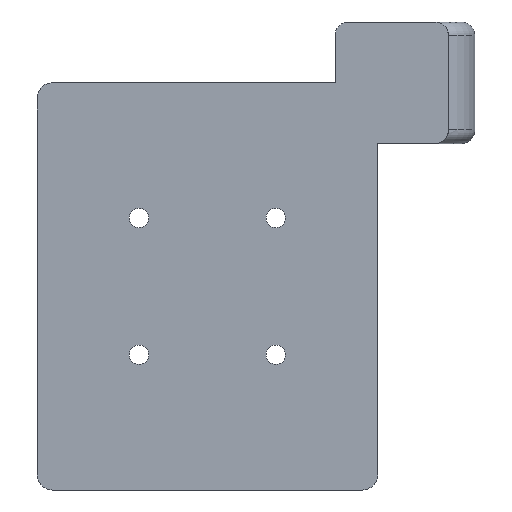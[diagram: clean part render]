
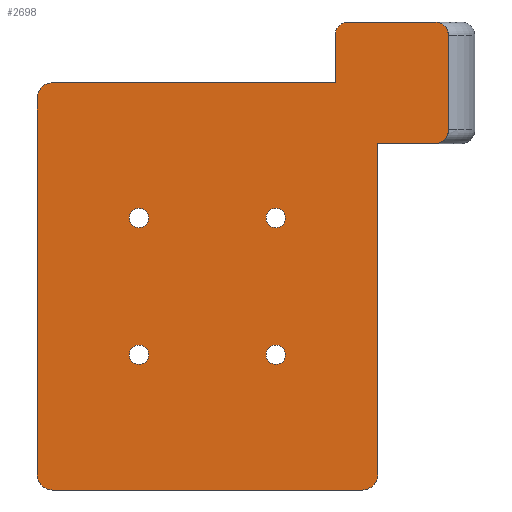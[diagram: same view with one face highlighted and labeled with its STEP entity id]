
A CAD part, front view. The second image highlights one B-rep face of the part: STEP entity #2698.
In plain terms, the highlighted planar face has unit normal (0, -1, 0).
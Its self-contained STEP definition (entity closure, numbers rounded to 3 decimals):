
#136=FACE_BOUND('',#427,.T.);
#137=FACE_BOUND('',#428,.T.);
#138=FACE_BOUND('',#429,.T.);
#139=FACE_BOUND('',#430,.T.);
#244=FACE_OUTER_BOUND('',#426,.T.);
#426=EDGE_LOOP('',(#2110,#2111,#2112,#2113,#2114,#2115,#2116,#2117,#2118,
#2119,#2120,#2121,#2122,#2123));
#427=EDGE_LOOP('',(#2124));
#428=EDGE_LOOP('',(#2125));
#429=EDGE_LOOP('',(#2126));
#430=EDGE_LOOP('',(#2127));
#633=LINE('',#4163,#858);
#673=LINE('',#4485,#898);
#679=LINE('',#4501,#904);
#680=LINE('',#4503,#905);
#681=LINE('',#4507,#906);
#682=LINE('',#4510,#907);
#683=LINE('',#4512,#908);
#684=LINE('',#4516,#909);
#858=VECTOR('',#3316,10.);
#898=VECTOR('',#3486,10.);
#904=VECTOR('',#3498,10.);
#905=VECTOR('',#3499,10.);
#906=VECTOR('',#3502,10.);
#907=VECTOR('',#3505,10.);
#908=VECTOR('',#3506,10.);
#909=VECTOR('',#3509,10.);
#1056=CIRCLE('',#2889,2.5);
#1073=CIRCLE('',#2920,2.25);
#1079=CIRCLE('',#2934,2.5);
#1080=CIRCLE('',#2935,2.5);
#1081=CIRCLE('',#2936,2.25);
#1082=CIRCLE('',#2937,2.25);
#1083=CIRCLE('',#2938,1.6);
#1084=CIRCLE('',#2939,1.6);
#1085=CIRCLE('',#2940,1.6);
#1086=CIRCLE('',#2941,1.6);
#1226=VERTEX_POINT('',#4160);
#1227=VERTEX_POINT('',#4162);
#1244=VERTEX_POINT('',#4229);
#1271=VERTEX_POINT('',#4452);
#1272=VERTEX_POINT('',#4453);
#1279=VERTEX_POINT('',#4484);
#1286=VERTEX_POINT('',#4500);
#1287=VERTEX_POINT('',#4502);
#1288=VERTEX_POINT('',#4504);
#1289=VERTEX_POINT('',#4506);
#1290=VERTEX_POINT('',#4509);
#1291=VERTEX_POINT('',#4511);
#1292=VERTEX_POINT('',#4513);
#1293=VERTEX_POINT('',#4515);
#1294=VERTEX_POINT('',#4518);
#1295=VERTEX_POINT('',#4520);
#1296=VERTEX_POINT('',#4522);
#1297=VERTEX_POINT('',#4524);
#1508=EDGE_CURVE('',#1226,#1227,#633,.T.);
#1536=EDGE_CURVE('',#1244,#1226,#1056,.T.);
#1574=EDGE_CURVE('',#1271,#1272,#1073,.T.);
#1591=EDGE_CURVE('',#1272,#1279,#673,.T.);
#1599=EDGE_CURVE('',#1286,#1271,#679,.T.);
#1600=EDGE_CURVE('',#1287,#1286,#680,.T.);
#1601=EDGE_CURVE('',#1288,#1287,#1079,.T.);
#1602=EDGE_CURVE('',#1289,#1288,#681,.T.);
#1603=EDGE_CURVE('',#1227,#1289,#1080,.T.);
#1604=EDGE_CURVE('',#1290,#1244,#682,.T.);
#1605=EDGE_CURVE('',#1291,#1290,#683,.T.);
#1606=EDGE_CURVE('',#1292,#1291,#1081,.T.);
#1607=EDGE_CURVE('',#1292,#1293,#684,.T.);
#1608=EDGE_CURVE('',#1279,#1293,#1082,.T.);
#1609=EDGE_CURVE('',#1294,#1294,#1083,.T.);
#1610=EDGE_CURVE('',#1295,#1295,#1084,.T.);
#1611=EDGE_CURVE('',#1296,#1296,#1085,.T.);
#1612=EDGE_CURVE('',#1297,#1297,#1086,.T.);
#2110=ORIENTED_EDGE('',*,*,#1574,.F.);
#2111=ORIENTED_EDGE('',*,*,#1599,.F.);
#2112=ORIENTED_EDGE('',*,*,#1600,.F.);
#2113=ORIENTED_EDGE('',*,*,#1601,.F.);
#2114=ORIENTED_EDGE('',*,*,#1602,.F.);
#2115=ORIENTED_EDGE('',*,*,#1603,.F.);
#2116=ORIENTED_EDGE('',*,*,#1508,.F.);
#2117=ORIENTED_EDGE('',*,*,#1536,.F.);
#2118=ORIENTED_EDGE('',*,*,#1604,.F.);
#2119=ORIENTED_EDGE('',*,*,#1605,.F.);
#2120=ORIENTED_EDGE('',*,*,#1606,.F.);
#2121=ORIENTED_EDGE('',*,*,#1607,.T.);
#2122=ORIENTED_EDGE('',*,*,#1608,.F.);
#2123=ORIENTED_EDGE('',*,*,#1591,.F.);
#2124=ORIENTED_EDGE('',*,*,#1609,.F.);
#2125=ORIENTED_EDGE('',*,*,#1610,.F.);
#2126=ORIENTED_EDGE('',*,*,#1611,.F.);
#2127=ORIENTED_EDGE('',*,*,#1612,.F.);
#2584=PLANE('',#2933);
#2698=ADVANCED_FACE('',(#244,#136,#137,#138,#139),#2584,.F.);
#2889=AXIS2_PLACEMENT_3D('',#4231,#3374,#3375);
#2920=AXIS2_PLACEMENT_3D('',#4454,#3451,#3452);
#2933=AXIS2_PLACEMENT_3D('',#4499,#3496,#3497);
#2934=AXIS2_PLACEMENT_3D('',#4505,#3500,#3501);
#2935=AXIS2_PLACEMENT_3D('',#4508,#3503,#3504);
#2936=AXIS2_PLACEMENT_3D('',#4514,#3507,#3508);
#2937=AXIS2_PLACEMENT_3D('',#4517,#3510,#3511);
#2938=AXIS2_PLACEMENT_3D('',#4519,#3512,#3513);
#2939=AXIS2_PLACEMENT_3D('',#4521,#3514,#3515);
#2940=AXIS2_PLACEMENT_3D('',#4523,#3516,#3517);
#2941=AXIS2_PLACEMENT_3D('',#4525,#3518,#3519);
#3316=DIRECTION('',(-1.,0.,0.));
#3374=DIRECTION('center_axis',(0.,1.,0.));
#3375=DIRECTION('ref_axis',(0.707,0.,-0.707));
#3451=DIRECTION('center_axis',(0.,1.,0.));
#3452=DIRECTION('ref_axis',(-0.707,0.,0.707));
#3486=DIRECTION('',(1.,0.,0.));
#3496=DIRECTION('center_axis',(0.,1.,0.));
#3497=DIRECTION('ref_axis',(1.,0.,0.));
#3498=DIRECTION('',(0.,0.,1.));
#3499=DIRECTION('',(1.,0.,0.));
#3500=DIRECTION('center_axis',(0.,1.,0.));
#3501=DIRECTION('ref_axis',(-0.707,0.,0.707));
#3502=DIRECTION('',(0.,0.,1.));
#3503=DIRECTION('center_axis',(0.,1.,0.));
#3504=DIRECTION('ref_axis',(-0.707,0.,-0.707));
#3505=DIRECTION('',(0.,0.,-1.));
#3506=DIRECTION('',(-1.,0.,0.));
#3507=DIRECTION('center_axis',(0.,1.,0.));
#3508=DIRECTION('ref_axis',(0.707,0.,-0.707));
#3509=DIRECTION('',(0.,0.,1.));
#3510=DIRECTION('center_axis',(0.,1.,0.));
#3511=DIRECTION('ref_axis',(0.707,0.,0.707));
#3512=DIRECTION('center_axis',(0.,-1.,0.));
#3513=DIRECTION('ref_axis',(1.,0.,0.));
#3514=DIRECTION('center_axis',(0.,-1.,0.));
#3515=DIRECTION('ref_axis',(1.,0.,0.));
#3516=DIRECTION('center_axis',(0.,-1.,0.));
#3517=DIRECTION('ref_axis',(1.,0.,0.));
#3518=DIRECTION('center_axis',(0.,-1.,0.));
#3519=DIRECTION('ref_axis',(1.,0.,0.));
#4160=CARTESIAN_POINT('',(25.5,0.,-33.5));
#4162=CARTESIAN_POINT('',(-25.5,0.,-33.5));
#4163=CARTESIAN_POINT('',(28.,0.,-33.5));
#4229=CARTESIAN_POINT('',(28.,0.,-31.));
#4231=CARTESIAN_POINT('Origin',(25.5,0.,-31.));
#4452=CARTESIAN_POINT('',(21.,0.,41.25));
#4453=CARTESIAN_POINT('',(23.25,0.,43.5));
#4454=CARTESIAN_POINT('Origin',(23.25,0.,41.25));
#4484=CARTESIAN_POINT('',(37.413,0.,43.5));
#4485=CARTESIAN_POINT('',(-25.5,0.,43.5));
#4499=CARTESIAN_POINT('Origin',(-22.5,0.,0.));
#4500=CARTESIAN_POINT('',(21.,0.,33.5));
#4501=CARTESIAN_POINT('',(21.,0.,33.5));
#4502=CARTESIAN_POINT('',(-25.5,0.,33.5));
#4503=CARTESIAN_POINT('',(-28.,0.,33.5));
#4504=CARTESIAN_POINT('',(-28.,0.,31.));
#4505=CARTESIAN_POINT('Origin',(-25.5,0.,31.));
#4506=CARTESIAN_POINT('',(-28.,0.,-31.));
#4507=CARTESIAN_POINT('',(-28.,0.,-33.5));
#4508=CARTESIAN_POINT('Origin',(-25.5,0.,-31.));
#4509=CARTESIAN_POINT('',(28.,0.,23.5));
#4510=CARTESIAN_POINT('',(28.,0.,33.5));
#4511=CARTESIAN_POINT('',(37.413,0.,23.5));
#4512=CARTESIAN_POINT('',(-25.5,0.,23.5));
#4513=CARTESIAN_POINT('',(39.663,0.,25.75));
#4514=CARTESIAN_POINT('Origin',(37.413,0.,25.75));
#4515=CARTESIAN_POINT('',(39.663,0.,41.25));
#4516=CARTESIAN_POINT('',(39.663,0.,33.5));
#4517=CARTESIAN_POINT('Origin',(37.413,0.,41.25));
#4518=CARTESIAN_POINT('',(9.65,0.,11.25));
#4519=CARTESIAN_POINT('Origin',(11.25,0.,11.25));
#4520=CARTESIAN_POINT('',(-12.85,0.,11.25));
#4521=CARTESIAN_POINT('Origin',(-11.25,0.,11.25));
#4522=CARTESIAN_POINT('',(-12.85,0.,-11.25));
#4523=CARTESIAN_POINT('Origin',(-11.25,0.,-11.25));
#4524=CARTESIAN_POINT('',(9.65,0.,-11.25));
#4525=CARTESIAN_POINT('Origin',(11.25,0.,-11.25));
